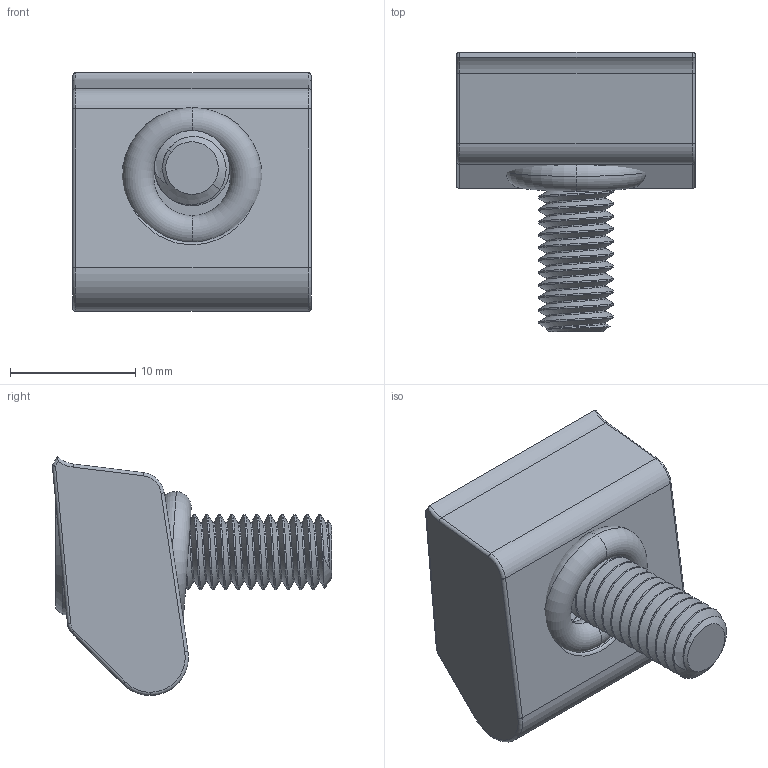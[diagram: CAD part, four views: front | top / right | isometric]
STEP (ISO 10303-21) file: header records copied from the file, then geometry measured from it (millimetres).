
FILE_DESCRIPTION (( 'STEP AP214' ), '1' );
FILE_NAME ('56050.STEP', '2017-10-31T12:33:54', ( 'Mike W' ), ( '' ), 'SwSTEP 2.0', 'SolidWorks 2017', '' );
FILE_SCHEMA (( 'AUTOMOTIVE_DESIGN' ));
Length unit declared in the file: inch
Products named in the file (4): 108 O-RING_108 O-RING; M616MM SHCS_M616MM SHCS ; 260501_260501; 56050
Assembly tree (3 placements, depth 2):
  56050
    260501_260501
    M616MM SHCS_M616MM SHCS 
    108 O-RING_108 O-RING
Bounding box: 19.05 x 22.28 x 19.05 mm (x, y, z)
Volume: 2840.6 mm3; surface area: 2473.3 mm2
Topology: 3 solids, 3 shells, 183 faces, 457 edges, 280 vertices
Faces by surface type: cylinder 95, bspline 27, plane 25, torus 20, cone 16
Entity records: 9670 total; most frequent: CARTESIAN_POINT 5545, ORIENTED_EDGE 914, DIRECTION 697, EDGE_CURVE 457, VERTEX_POINT 280, AXIS2_PLACEMENT_3D 278, EDGE_LOOP 187, ADVANCED_FACE 183
